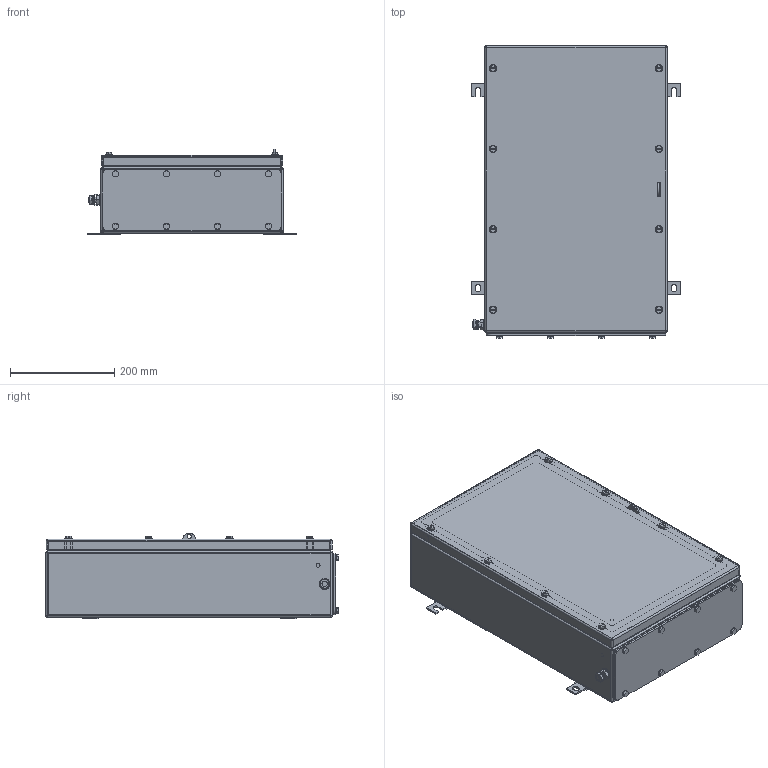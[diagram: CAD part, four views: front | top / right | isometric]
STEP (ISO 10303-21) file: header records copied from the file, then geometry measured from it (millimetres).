
FILE_DESCRIPTION(('CATIA V5 STEP Exchange','CAx-IF Rec.Pracs.--- Model Styling and Organization---1.4--- 2014-01-23'),'2;1');
FILE_NAME ('008560-6_2_1195210000_1195210000.stp','2019-08-05T12:29:22+00:00',('none'),('Weidmueller'),'CATIA Version 5-6 Release 2016 SP3 HF44','CATIA V5 STEP AP214','none');
FILE_SCHEMA(('AUTOMOTIVE_DESIGN { 1 0 10303 214 1 1 1 1 }'));
Products named in the file (1): 1195210000
Bounding box: 401 x 561 x 165 mm (x, y, z)
Volume: 1382649.3 mm3; surface area: 1641596.5 mm2
Topology: 66 solids, 66 shells, 2193 faces, 5204 edges, 3096 vertices
Faces by surface type: cylinder 889, plane 868, torus 148, cone 136, sphere 112, bspline 40
Entity records: 61785 total; most frequent: CARTESIAN_POINT 14598, ORIENTED_EDGE 10112, DIRECTION 8274, EDGE_CURVE 5056, AXIS2_PLACEMENT_3D 3687, VERTEX_POINT 3096, VECTOR 2856, LINE 2856
